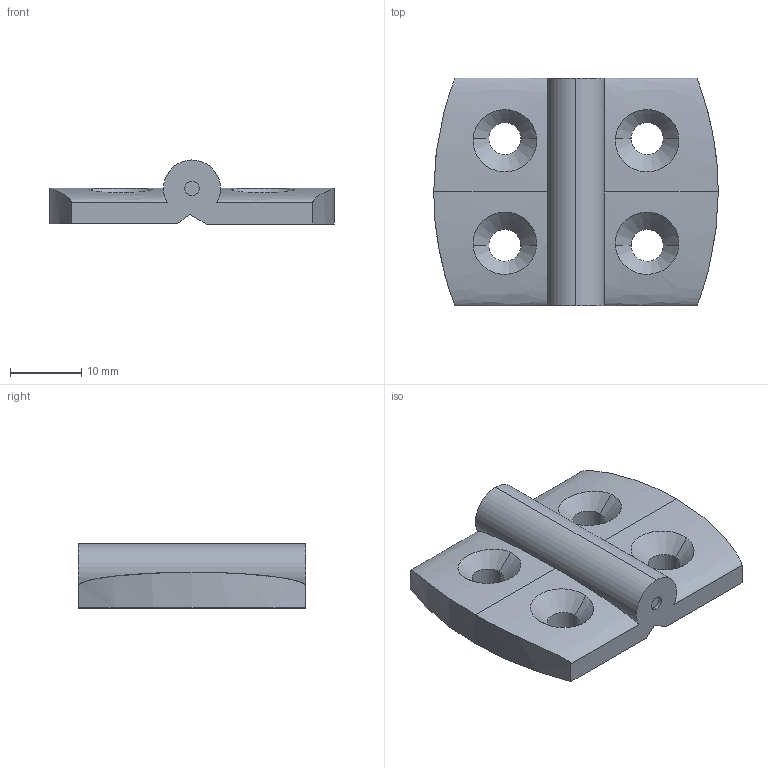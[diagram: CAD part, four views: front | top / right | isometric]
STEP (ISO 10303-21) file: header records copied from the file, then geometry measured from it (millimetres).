
FILE_DESCRIPTION (( 'STEP AP214' ), '1' );
FILE_NAME ('Äâåðíàÿ ïåòëÿ 20 ñåðèÿ (Al).STEP', '2022-05-13T07:59:24', ( 'user' ), ( '' ), 'SwSTEP 2.0', 'SolidWorks 2022', '' );
FILE_SCHEMA (( 'AUTOMOTIVE_DESIGN' ));
Length unit declared in the file: millimetre
Products named in the file (1): Äâåðíàÿ ïåòëÿ 20 ñåðèÿ (Al)
Bounding box: 40 x 32 x 9 mm (x, y, z)
Volume: 5926.4 mm3; surface area: 3333.7 mm2
Topology: 1 solids, 1 shells, 37 faces, 90 edges, 57 vertices
Faces by surface type: cylinder 17, cone 8, plane 8, bspline 4
Entity records: 1779 total; most frequent: CARTESIAN_POINT 891, ORIENTED_EDGE 180, DIRECTION 167, EDGE_CURVE 90, AXIS2_PLACEMENT_3D 65, VERTEX_POINT 57, EDGE_LOOP 47, ADVANCED_FACE 37
